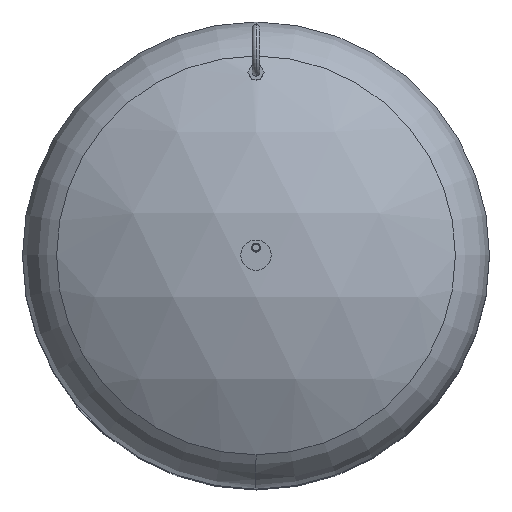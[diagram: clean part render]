
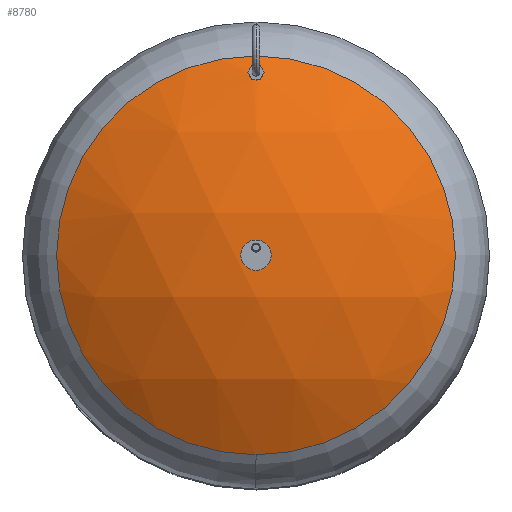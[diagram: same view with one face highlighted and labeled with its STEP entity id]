
A CAD part, top view. The second image highlights one B-rep face of the part: STEP entity #8780.
In plain terms, the highlighted spherical face has radius 594 mm.
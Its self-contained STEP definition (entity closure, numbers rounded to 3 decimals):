
#8579=CARTESIAN_POINT('',(0.,-315.931,1349.014));
#8580=VERTEX_POINT('',#8579);
#8596=CARTESIAN_POINT('',(0.,315.931,1349.014));
#8597=VERTEX_POINT('',#8596);
#8605=CARTESIAN_POINT('',(315.931,0.,1349.014));
#8606=VERTEX_POINT('',#8605);
#8607=CARTESIAN_POINT('',(0.,0.,1349.014));
#8608=DIRECTION('',(0.0,0.0,-1.0));
#8609=DIRECTION('',(1.0,0.0,0.0));
#8610=AXIS2_PLACEMENT_3D('',#8607,#8608,#8609);
#8611=CIRCLE('',#8610,315.931);
#8612=EDGE_CURVE('',#8597,#8606,#8611,.T.);
#8614=CARTESIAN_POINT('',(0.,0.,1349.014));
#8615=DIRECTION('',(0.0,0.0,-1.0));
#8616=DIRECTION('',(1.0,0.0,0.0));
#8617=AXIS2_PLACEMENT_3D('',#8614,#8615,#8616);
#8618=CIRCLE('',#8617,315.931);
#8619=EDGE_CURVE('',#8606,#8580,#8618,.T.);
#8631=CARTESIAN_POINT('',(0.,300.65,1358.294));
#8632=VERTEX_POINT('',#8631);
#8648=CARTESIAN_POINT('',(0.,279.35,1370.213));
#8649=VERTEX_POINT('',#8648);
#8656=CARTESIAN_POINT('',(0.,300.65,1358.294));
#8657=CARTESIAN_POINT('',(0.665,300.65,1358.294));
#8658=CARTESIAN_POINT('',(1.348,300.587,1358.33));
#8659=CARTESIAN_POINT('',(2.7,300.325,1358.478));
#8660=CARTESIAN_POINT('',(3.368,300.127,1358.591));
#8661=CARTESIAN_POINT('',(4.642,299.61,1358.883));
#8662=CARTESIAN_POINT('',(5.249,299.29,1359.063));
#8663=CARTESIAN_POINT('',(6.366,298.564,1359.474));
#8664=CARTESIAN_POINT('',(6.875,298.157,1359.704));
#8665=CARTESIAN_POINT('',(7.848,297.235,1360.224));
#8666=CARTESIAN_POINT('',(8.329,296.677,1360.538));
#8667=CARTESIAN_POINT('',(9.168,295.47,1361.219));
#8668=CARTESIAN_POINT('',(9.525,294.82,1361.584));
#8669=CARTESIAN_POINT('',(10.095,293.472,1362.342));
#8670=CARTESIAN_POINT('',(10.307,292.773,1362.734));
#8671=CARTESIAN_POINT('',(10.585,291.375,1363.519));
#8672=CARTESIAN_POINT('',(10.65,290.675,1363.911));
#8673=CARTESIAN_POINT('',(10.65,289.327,1364.665));
#8674=CARTESIAN_POINT('',(10.585,288.628,1365.055));
#8675=CARTESIAN_POINT('',(10.308,287.231,1365.836));
#8676=CARTESIAN_POINT('',(10.096,286.532,1366.225));
#8677=CARTESIAN_POINT('',(9.527,285.185,1366.976));
#8678=CARTESIAN_POINT('',(9.17,284.535,1367.337));
#8679=CARTESIAN_POINT('',(8.333,283.327,1368.009));
#8680=CARTESIAN_POINT('',(7.852,282.769,1368.319));
#8681=CARTESIAN_POINT('',(6.879,281.846,1368.831));
#8682=CARTESIAN_POINT('',(6.369,281.438,1369.057));
#8683=CARTESIAN_POINT('',(5.251,280.71,1369.46));
#8684=CARTESIAN_POINT('',(4.643,280.391,1369.637));
#8685=CARTESIAN_POINT('',(3.369,279.873,1369.924));
#8686=CARTESIAN_POINT('',(2.7,279.675,1370.034));
#8687=CARTESIAN_POINT('',(1.348,279.413,1370.178));
#8688=CARTESIAN_POINT('',(0.664,279.35,1370.213));
#8689=CARTESIAN_POINT('',(0.,279.35,1370.213));
#8690=B_SPLINE_CURVE_WITH_KNOTS('',3,(#8656,#8657,#8658,#8659,#8660,#8661,#8662,#8663,#8664,#8665,#8666,#8667,#8668,#8669,#8670,#8671,#8672,#8673,#8674,#8675,#8676,#8677,#8678,#8679,#8680,#8681,#8682,#8683,#8684,#8685,#8686,#8687,#8688,#8689),.UNSPECIFIED.,.F.,.U.,(4,2,2,2,2,2,2,2,2,2,2,2,2,2,2,2,4),(0.0,1.994,3.987,5.981,7.974,10.293,12.612,14.931,17.25,19.564,21.878,24.192,26.506,28.499,30.492,32.484,34.477),.UNSPECIFIED.);
#8691=EDGE_CURVE('',#8632,#8649,#8690,.T.);
#8702=CARTESIAN_POINT('',(0.,279.35,1370.213));
#8703=CARTESIAN_POINT('',(-0.664,279.35,1370.213));
#8704=CARTESIAN_POINT('',(-1.348,279.413,1370.178));
#8705=CARTESIAN_POINT('',(-2.7,279.675,1370.034));
#8706=CARTESIAN_POINT('',(-3.369,279.873,1369.924));
#8707=CARTESIAN_POINT('',(-4.643,280.391,1369.637));
#8708=CARTESIAN_POINT('',(-5.251,280.71,1369.46));
#8709=CARTESIAN_POINT('',(-6.369,281.438,1369.057));
#8710=CARTESIAN_POINT('',(-6.879,281.846,1368.831));
#8711=CARTESIAN_POINT('',(-7.852,282.769,1368.319));
#8712=CARTESIAN_POINT('',(-8.333,283.327,1368.009));
#8713=CARTESIAN_POINT('',(-9.17,284.535,1367.337));
#8714=CARTESIAN_POINT('',(-9.527,285.185,1366.976));
#8715=CARTESIAN_POINT('',(-10.096,286.532,1366.225));
#8716=CARTESIAN_POINT('',(-10.308,287.231,1365.836));
#8717=CARTESIAN_POINT('',(-10.585,288.628,1365.055));
#8718=CARTESIAN_POINT('',(-10.65,289.327,1364.665));
#8719=CARTESIAN_POINT('',(-10.65,290.675,1363.911));
#8720=CARTESIAN_POINT('',(-10.585,291.375,1363.519));
#8721=CARTESIAN_POINT('',(-10.307,292.773,1362.734));
#8722=CARTESIAN_POINT('',(-10.095,293.472,1362.342));
#8723=CARTESIAN_POINT('',(-9.525,294.82,1361.584));
#8724=CARTESIAN_POINT('',(-9.168,295.47,1361.219));
#8725=CARTESIAN_POINT('',(-8.329,296.677,1360.538));
#8726=CARTESIAN_POINT('',(-7.848,297.235,1360.224));
#8727=CARTESIAN_POINT('',(-6.875,298.157,1359.704));
#8728=CARTESIAN_POINT('',(-6.366,298.564,1359.474));
#8729=CARTESIAN_POINT('',(-5.249,299.29,1359.063));
#8730=CARTESIAN_POINT('',(-4.642,299.61,1358.883));
#8731=CARTESIAN_POINT('',(-3.368,300.127,1358.591));
#8732=CARTESIAN_POINT('',(-2.7,300.325,1358.478));
#8733=CARTESIAN_POINT('',(-1.348,300.587,1358.33));
#8734=CARTESIAN_POINT('',(-0.665,300.65,1358.294));
#8735=CARTESIAN_POINT('',(0.,300.65,1358.294));
#8736=B_SPLINE_CURVE_WITH_KNOTS('',3,(#8702,#8703,#8704,#8705,#8706,#8707,#8708,#8709,#8710,#8711,#8712,#8713,#8714,#8715,#8716,#8717,#8718,#8719,#8720,#8721,#8722,#8723,#8724,#8725,#8726,#8727,#8728,#8729,#8730,#8731,#8732,#8733,#8734,#8735),.UNSPECIFIED.,.F.,.U.,(4,2,2,2,2,2,2,2,2,2,2,2,2,2,2,2,4),(34.477,36.47,38.463,40.456,42.449,44.763,47.077,49.391,51.705,54.024,56.343,58.662,60.981,62.974,64.968,66.961,68.955),.UNSPECIFIED.);
#8737=EDGE_CURVE('',#8649,#8632,#8736,.T.);
#8760=CARTESIAN_POINT('',(0.,0.,846.0));
#8761=DIRECTION('',(0.0,-1.0,0.0));
#8762=DIRECTION('',(-1.0,0.0,0.0));
#8763=AXIS2_PLACEMENT_3D('',#8760,#8761,#8762);
#8764=SPHERICAL_SURFACE('',#8763,594.0);
#8765=ORIENTED_EDGE('',*,*,#8691,.T.);
#8766=ORIENTED_EDGE('',*,*,#8737,.T.);
#8767=EDGE_LOOP('',(#8765,#8766));
#8768=FACE_OUTER_BOUND('',#8767,.T.);
#8769=ORIENTED_EDGE('',*,*,#8619,.F.);
#8770=ORIENTED_EDGE('',*,*,#8612,.F.);
#8771=CARTESIAN_POINT('',(0.,0.,1349.014));
#8772=DIRECTION('',(0.0,0.0,-1.0));
#8773=DIRECTION('',(1.0,0.0,0.0));
#8774=AXIS2_PLACEMENT_3D('',#8771,#8772,#8773);
#8775=CIRCLE('',#8774,315.931);
#8776=EDGE_CURVE('',#8580,#8597,#8775,.T.);
#8777=ORIENTED_EDGE('',*,*,#8776,.F.);
#8778=EDGE_LOOP('',(#8769,#8770,#8777));
#8779=FACE_BOUND('',#8778,.T.);
#8780=ADVANCED_FACE('',(#8768,#8779),#8764,.T.);
